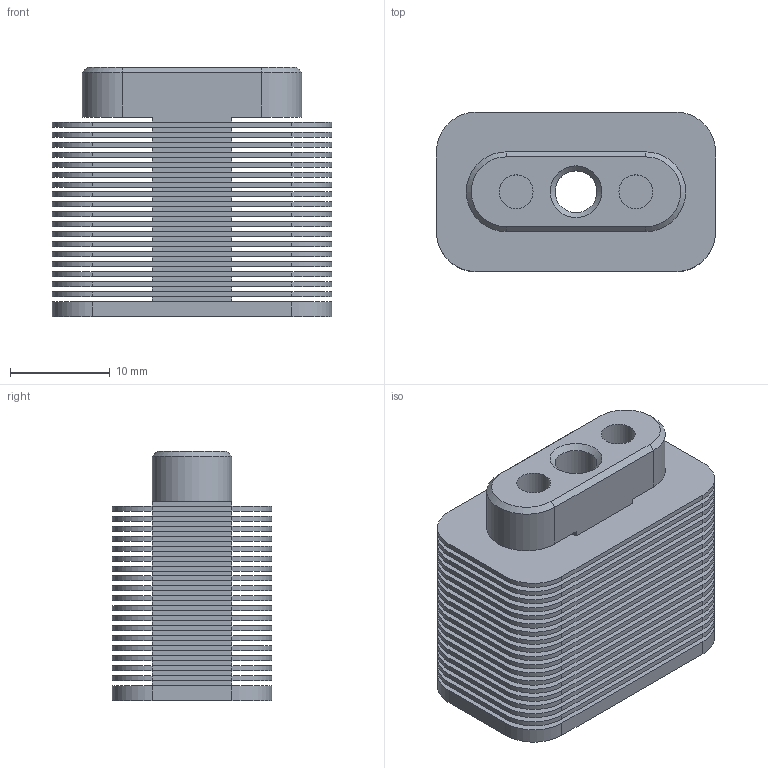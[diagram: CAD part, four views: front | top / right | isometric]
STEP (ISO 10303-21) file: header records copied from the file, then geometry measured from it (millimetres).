
FILE_DESCRIPTION(/* description */ ('STEP AP242','CAx-IF Rec.Pracs.---Representation and Presentation of Product Manufacturing Information (PMI)---4.0---2014-10-13','CAx-IF Rec.Pracs.---3D Tessellated Geometry---0.4---2014-09-14','2;1'),/* implementation_level */ '2;1');
FILE_NAME(/* name */ '6529fb89d9a8ea5d952c28f3',/* time_stamp */ '2023-10-14T02:23:05Z',/* author */ (''),/* organization */ (''),/* preprocessor_version */ 'ST-DEVELOPER v19.4',/* originating_system */ ' ',/* authorisation */ ' ');
FILE_SCHEMA (('AP242_MANAGED_MODEL_BASED_3D_ENGINEERING_MIM_LF { 1 0 10303 442 1 1 4 }'));
Length unit declared in the file: metre
Products named in the file (1): Heatsink
Bounding box: 28 x 16 x 25 mm (x, y, z)
Volume: 5191.5 mm3; surface area: 16293.3 mm2
Topology: 1 solids, 1 shells, 285 faces, 729 edges, 485 vertices
Faces by surface type: plane 197, cylinder 85, cone 3
Full cylindrical faces by diameter (mm): 2.4 x2, 3.4 x2, 4.2 x1, 6 x1, 7 x1
Entity records: 8596 total; most frequent: CARTESIAN_POINT 1488, DIRECTION 1464, ORIENTED_EDGE 1438, EDGE_CURVE 719, LINE 546, VECTOR 546, VERTEX_POINT 483, AXIS2_PLACEMENT_3D 459
